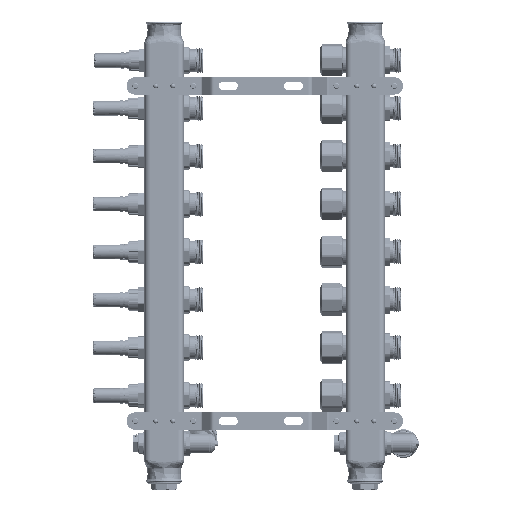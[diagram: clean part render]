
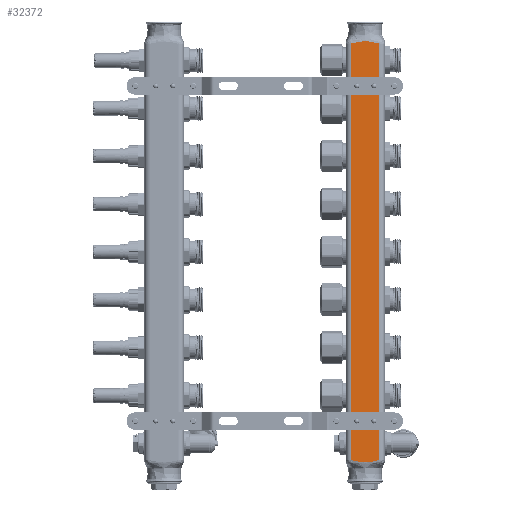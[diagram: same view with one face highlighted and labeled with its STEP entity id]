
A CAD part, front view. The second image highlights one B-rep face of the part: STEP entity #32372.
In plain terms, the highlighted face is planar.
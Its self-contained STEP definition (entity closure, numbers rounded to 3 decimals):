
#298 = CARTESIAN_POINT ( 'NONE',  ( 19.5, 14.5, -456.59 ) ) ;
#725 = CARTESIAN_POINT ( 'NONE',  ( 19.5, -11.216, -457.349 ) ) ;
#1594 = CARTESIAN_POINT ( 'NONE',  ( 19.5, 4.9, -458.512 ) ) ;
#2012 = CARTESIAN_POINT ( 'NONE',  ( 19.5, 1.236, -458.841 ) ) ;
#5771 = EDGE_CURVE ( 'NONE', #66071, #96334, #65870, .T. ) ;
#8063 = CARTESIAN_POINT ( 'NONE',  ( 19.5, 6.71, -19.785 ) ) ;
#8498 = CARTESIAN_POINT ( 'NONE',  ( 19.5, 13.314, -21.084 ) ) ;
#11270 = CARTESIAN_POINT ( 'NONE',  ( 19.5, -13.314, -456.916 ) ) ;
#11692 = CARTESIAN_POINT ( 'NONE',  ( 19.5, -12.568, -457.093 ) ) ;
#17117 = EDGE_CURVE ( 'NONE', #66071, #40694, #23368, .T. ) ;
#17262 = CARTESIAN_POINT ( 'NONE',  ( 19.5, -1.236, -19.159 ) ) ;
#17708 = CARTESIAN_POINT ( 'NONE',  ( 19.5, 11.517, -20.705 ) ) ;
#18139 = CARTESIAN_POINT ( 'NONE',  ( 19.5, 12.568, -20.907 ) ) ;
#20515 = CARTESIAN_POINT ( 'NONE',  ( 19.5, -9.712, -457.624 ) ) ;
#23290 = DIRECTION ( 'NONE',  ( 0., 0., 1. ) ) ;
#23368 = B_SPLINE_CURVE_WITH_KNOTS ( 'NONE', 3,
 ( #298, #111911, #121147, #72369, #51322, #82496, #61030, #62313, #82066, #91312, #61871, #100950, #40790, #1594, #31912, #61452, #2012, #41224, #31495, #81199, #91732, #92167, #92595, #50887, #20515, #725, #100519, #40375, #102214, #42078, #11692, #11270, #71949, #30646 ),
 .UNSPECIFIED., .F., .F.,
 ( 4, 2, 2, 2, 2, 2, 2, 2, 2, 2, 2, 2, 2, 2, 2, 2, 4 ),
 ( 0., 0.002, 0.002, 0.003, 0.004, 0.007, 0.009, 0.011, 0.015, 0.018, 0.02, 0.022, 0.026, 0.027, 0.027, 0.028, 0.029 ),
 .UNSPECIFIED. ) ;
#27810 = CARTESIAN_POINT ( 'NONE',  ( 19.5, -12.419, -20.872 ) ) ;
#28249 = CARTESIAN_POINT ( 'NONE',  ( 19.5, -11.216, -20.651 ) ) ;
#28695 = CARTESIAN_POINT ( 'NONE',  ( 19.5, 4.294, -19.409 ) ) ;
#30018 = CARTESIAN_POINT ( 'NONE',  ( 19.5, -14.5, -21.41 ) ) ;
#30646 = CARTESIAN_POINT ( 'NONE',  ( 19.5, -14.5, -456.59 ) ) ;
#31495 = CARTESIAN_POINT ( 'NONE',  ( 19.5, -2.467, -458.781 ) ) ;
#31912 = CARTESIAN_POINT ( 'NONE',  ( 19.5, 4.294, -458.591 ) ) ;
#32372 = ADVANCED_FACE ( 'NONE', ( #124629 ), #115542, .F. ) ;
#32374 = EDGE_CURVE ( 'NONE', #40694, #72373, #121468, .T. ) ;
#37538 = CARTESIAN_POINT ( 'NONE',  ( 19.5, 11.216, -20.651 ) ) ;
#37802 = CARTESIAN_POINT ( 'NONE',  ( 19.5, 14.5, -21.41 ) ) ;
#37988 = CARTESIAN_POINT ( 'NONE',  ( 19.5, 2.467, -19.219 ) ) ;
#38411 = CARTESIAN_POINT ( 'NONE',  ( 19.5, 13.908, -21.243 ) ) ;
#40375 = CARTESIAN_POINT ( 'NONE',  ( 19.5, -11.969, -457.217 ) ) ;
#40694 = VERTEX_POINT ( 'NONE', #88036 ) ;
#40790 = CARTESIAN_POINT ( 'NONE',  ( 19.5, 6.109, -458.324 ) ) ;
#41224 = CARTESIAN_POINT ( 'NONE',  ( 19.5, -1.236, -458.841 ) ) ;
#42078 = CARTESIAN_POINT ( 'NONE',  ( 19.5, -12.419, -457.128 ) ) ;
#43444 = ORIENTED_EDGE ( 'NONE', *, *, #104587, .T. ) ;
#47243 = CARTESIAN_POINT ( 'NONE',  ( 19.5, -13.908, -21.243 ) ) ;
#47683 = CARTESIAN_POINT ( 'NONE',  ( 19.5, 8.513, -20.13 ) ) ;
#48556 = CARTESIAN_POINT ( 'NONE',  ( 19.5, -12.568, -20.907 ) ) ;
#50887 = CARTESIAN_POINT ( 'NONE',  ( 19.5, -8.513, -457.87 ) ) ;
#51322 = CARTESIAN_POINT ( 'NONE',  ( 19.5, 12.419, -457.128 ) ) ;
#51721 = VECTOR ( 'NONE', #23290, 1000. ) ;
#52090 = B_SPLINE_CURVE_WITH_KNOTS ( 'NONE', 3,
 ( #97734, #38411, #8498, #18139, #128470, #107819, #87220, #17708, #37538, #98167, #47683, #8063, #88526, #117935, #28695, #37988, #77077, #17262, #127182, #108684, #67469, #56937, #78384, #88087, #57803, #28249, #128900, #106964, #97304, #27810, #48556, #67894, #47243, #67036 ),
 .UNSPECIFIED., .F., .F.,
 ( 4, 2, 2, 2, 2, 2, 2, 2, 2, 2, 2, 2, 2, 2, 2, 2, 4 ),
 ( 0., 0.002, 0.002, 0.003, 0.004, 0.007, 0.009, 0.011, 0.015, 0.018, 0.02, 0.022, 0.026, 0.027, 0.027, 0.028, 0.029 ),
 .UNSPECIFIED. ) ;
#56710 = DIRECTION ( 'NONE',  ( -1., 0., 0. ) ) ;
#56937 = CARTESIAN_POINT ( 'NONE',  ( 19.5, -6.109, -19.676 ) ) ;
#57803 = CARTESIAN_POINT ( 'NONE',  ( 19.5, -9.712, -20.376 ) ) ;
#61030 = CARTESIAN_POINT ( 'NONE',  ( 19.5, 11.969, -457.217 ) ) ;
#61452 = CARTESIAN_POINT ( 'NONE',  ( 19.5, 2.467, -458.781 ) ) ;
#61871 = CARTESIAN_POINT ( 'NONE',  ( 19.5, 8.513, -457.87 ) ) ;
#62313 = CARTESIAN_POINT ( 'NONE',  ( 19.5, 11.517, -457.295 ) ) ;
#65870 = LINE ( 'NONE', #73003, #51721 ) ;
#66071 = VERTEX_POINT ( 'NONE', #74535 ) ;
#67036 = CARTESIAN_POINT ( 'NONE',  ( 19.5, -14.5, -21.41 ) ) ;
#67469 = CARTESIAN_POINT ( 'NONE',  ( 19.5, -4.9, -19.488 ) ) ;
#67894 = CARTESIAN_POINT ( 'NONE',  ( 19.5, -13.314, -21.084 ) ) ;
#68088 = VECTOR ( 'NONE', #97095, 1000. ) ;
#71949 = CARTESIAN_POINT ( 'NONE',  ( 19.5, -13.908, -456.757 ) ) ;
#72369 = CARTESIAN_POINT ( 'NONE',  ( 19.5, 12.568, -457.093 ) ) ;
#72373 = VERTEX_POINT ( 'NONE', #30018 ) ;
#73003 = CARTESIAN_POINT ( 'NONE',  ( 19.5, 14.5, -239. ) ) ;
#74535 = CARTESIAN_POINT ( 'NONE',  ( 19.5, 14.5, -456.59 ) ) ;
#76863 = CARTESIAN_POINT ( 'NONE',  ( 19.5, -14.5, -239. ) ) ;
#77077 = CARTESIAN_POINT ( 'NONE',  ( 19.5, 1.236, -19.159 ) ) ;
#78384 = CARTESIAN_POINT ( 'NONE',  ( 19.5, -6.71, -19.785 ) ) ;
#81199 = CARTESIAN_POINT ( 'NONE',  ( 19.5, -4.294, -458.591 ) ) ;
#82066 = CARTESIAN_POINT ( 'NONE',  ( 19.5, 11.216, -457.349 ) ) ;
#82496 = CARTESIAN_POINT ( 'NONE',  ( 19.5, 12.119, -457.191 ) ) ;
#85580 = EDGE_LOOP ( 'NONE', ( #108764, #43444, #90870, #87843 ) ) ;
#87220 = CARTESIAN_POINT ( 'NONE',  ( 19.5, 11.969, -20.783 ) ) ;
#87843 = ORIENTED_EDGE ( 'NONE', *, *, #17117, .F. ) ;
#88036 = CARTESIAN_POINT ( 'NONE',  ( 19.5, -14.5, -456.59 ) ) ;
#88087 = CARTESIAN_POINT ( 'NONE',  ( 19.5, -8.513, -20.13 ) ) ;
#88526 = CARTESIAN_POINT ( 'NONE',  ( 19.5, 6.109, -19.676 ) ) ;
#90870 = ORIENTED_EDGE ( 'NONE', *, *, #32374, .F. ) ;
#91312 = CARTESIAN_POINT ( 'NONE',  ( 19.5, 9.712, -457.624 ) ) ;
#91732 = CARTESIAN_POINT ( 'NONE',  ( 19.5, -4.9, -458.512 ) ) ;
#92167 = CARTESIAN_POINT ( 'NONE',  ( 19.5, -6.109, -458.324 ) ) ;
#92595 = CARTESIAN_POINT ( 'NONE',  ( 19.5, -6.71, -458.215 ) ) ;
#96334 = VERTEX_POINT ( 'NONE', #37802 ) ;
#96616 = AXIS2_PLACEMENT_3D ( 'NONE', #107172, #56710, #126963 ) ;
#97095 = DIRECTION ( 'NONE',  ( 0., 0., 1. ) ) ;
#97304 = CARTESIAN_POINT ( 'NONE',  ( 19.5, -12.119, -20.809 ) ) ;
#97734 = CARTESIAN_POINT ( 'NONE',  ( 19.5, 14.5, -21.41 ) ) ;
#98167 = CARTESIAN_POINT ( 'NONE',  ( 19.5, 9.712, -20.376 ) ) ;
#100519 = CARTESIAN_POINT ( 'NONE',  ( 19.5, -11.517, -457.295 ) ) ;
#100950 = CARTESIAN_POINT ( 'NONE',  ( 19.5, 6.71, -458.215 ) ) ;
#102214 = CARTESIAN_POINT ( 'NONE',  ( 19.5, -12.119, -457.191 ) ) ;
#104587 = EDGE_CURVE ( 'NONE', #96334, #72373, #52090, .T. ) ;
#106964 = CARTESIAN_POINT ( 'NONE',  ( 19.5, -11.969, -20.783 ) ) ;
#107172 = CARTESIAN_POINT ( 'NONE',  ( 19.5, 14.5, -239. ) ) ;
#107819 = CARTESIAN_POINT ( 'NONE',  ( 19.5, 12.119, -20.809 ) ) ;
#108684 = CARTESIAN_POINT ( 'NONE',  ( 19.5, -4.294, -19.409 ) ) ;
#108764 = ORIENTED_EDGE ( 'NONE', *, *, #5771, .T. ) ;
#111911 = CARTESIAN_POINT ( 'NONE',  ( 19.5, 13.908, -456.757 ) ) ;
#115542 = PLANE ( 'NONE',  #96616 ) ;
#117935 = CARTESIAN_POINT ( 'NONE',  ( 19.5, 4.9, -19.488 ) ) ;
#121147 = CARTESIAN_POINT ( 'NONE',  ( 19.5, 13.314, -456.916 ) ) ;
#121468 = LINE ( 'NONE', #76863, #68088 ) ;
#124629 = FACE_OUTER_BOUND ( 'NONE', #85580, .T. ) ;
#126963 = DIRECTION ( 'NONE',  ( 0., -1., 0. ) ) ;
#127182 = CARTESIAN_POINT ( 'NONE',  ( 19.5, -2.467, -19.219 ) ) ;
#128470 = CARTESIAN_POINT ( 'NONE',  ( 19.5, 12.419, -20.872 ) ) ;
#128900 = CARTESIAN_POINT ( 'NONE',  ( 19.5, -11.517, -20.705 ) ) ;
